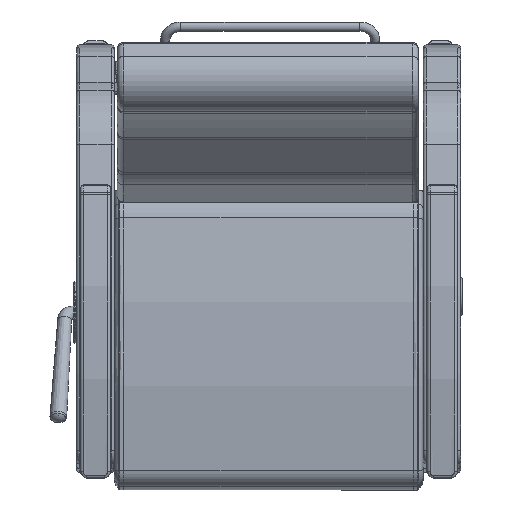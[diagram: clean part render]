
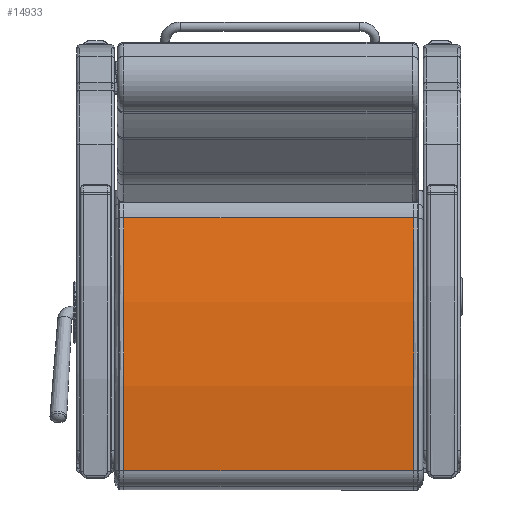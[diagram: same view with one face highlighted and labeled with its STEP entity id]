
A CAD part, front view. The second image highlights one B-rep face of the part: STEP entity #14933.
In plain terms, the highlighted free-form (B-spline) face has degree [1, 2] with [2, 3] control points.
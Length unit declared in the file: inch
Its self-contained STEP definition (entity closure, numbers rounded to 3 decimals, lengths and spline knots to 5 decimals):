
#327=(
BOUNDED_SURFACE()
B_SPLINE_SURFACE(1,2,((#24535,#24536,#24537),(#24538,#24539,#24540)),
 .UNSPECIFIED.,.F.,.F.,.F.)
B_SPLINE_SURFACE_WITH_KNOTS((2,2),(3,3),(-0.19254,0.19254),
(1.36178,1.69928),.UNSPECIFIED.)
GEOMETRIC_REPRESENTATION_ITEM()
RATIONAL_B_SPLINE_SURFACE(((1.,0.986,1.),(1.,0.986,
1.)))
REPRESENTATION_ITEM('')
SURFACE()
);
#352=ELLIPSE('',#16264,60.05357,60.);
#364=ELLIPSE('',#16306,60.05357,60.);
#1501=FACE_OUTER_BOUND('',#2498,.T.);
#2498=EDGE_LOOP('',(#10446,#10447,#10448,#10449));
#3612=LINE('',#24534,#4580);
#3613=LINE('',#24541,#4581);
#4580=VECTOR('',#18707,0.3937);
#4581=VECTOR('',#18708,0.3937);
#6485=VERTEX_POINT('',#23707);
#6486=VERTEX_POINT('',#23730);
#6526=VERTEX_POINT('',#23947);
#6527=VERTEX_POINT('',#23970);
#7896=EDGE_CURVE('',#6486,#6485,#352,.T.);
#7955=EDGE_CURVE('',#6527,#6526,#364,.T.);
#8035=EDGE_CURVE('',#6485,#6527,#3612,.T.);
#8036=EDGE_CURVE('',#6486,#6526,#3613,.T.);
#10446=ORIENTED_EDGE('',*,*,#7896,.F.);
#10447=ORIENTED_EDGE('',*,*,#8036,.T.);
#10448=ORIENTED_EDGE('',*,*,#7955,.F.);
#10449=ORIENTED_EDGE('',*,*,#8035,.F.);
#14933=ADVANCED_FACE('',(#1501),#327,.F.);
#16264=AXIS2_PLACEMENT_3D('',#23732,#18460,#18461);
#16306=AXIS2_PLACEMENT_3D('',#23972,#18569,#18570);
#18460=DIRECTION('center_axis',(0.,0.,-1.));
#18461=DIRECTION('ref_axis',(1.,0.,0.));
#18569=DIRECTION('center_axis',(0.,0.,1.));
#18570=DIRECTION('ref_axis',(1.,0.,0.));
#18707=DIRECTION('',(0.,0.,1.));
#18708=DIRECTION('',(0.,0.,1.));
#23707=CARTESIAN_POINT('',(10.1114,0.44486,-11.5625));
#23730=CARTESIAN_POINT('',(-10.04459,1.25621,-11.5625));
#23732=CARTESIAN_POINT('Origin',(-2.34979,-58.24922,-11.5625));
#23947=CARTESIAN_POINT('',(-10.04459,1.25621,11.5625));
#23970=CARTESIAN_POINT('',(10.1114,0.44486,11.5625));
#23972=CARTESIAN_POINT('Origin',(-2.34979,-58.24922,11.5625));
#24534=CARTESIAN_POINT('',(10.1114,0.44486,0.));
#24535=CARTESIAN_POINT('Ctrl Pts',(10.1114,0.44486,-11.5625));
#24536=CARTESIAN_POINT('Ctrl Pts',(0.10258,2.56602,-11.5625));
#24537=CARTESIAN_POINT('Ctrl Pts',(-10.04459,1.25621,-11.5625));
#24538=CARTESIAN_POINT('Ctrl Pts',(10.1114,0.44486,11.5625));
#24539=CARTESIAN_POINT('Ctrl Pts',(0.10258,2.56602,11.5625));
#24540=CARTESIAN_POINT('Ctrl Pts',(-10.04459,1.25621,11.5625));
#24541=CARTESIAN_POINT('',(-10.04459,1.25621,0.));
